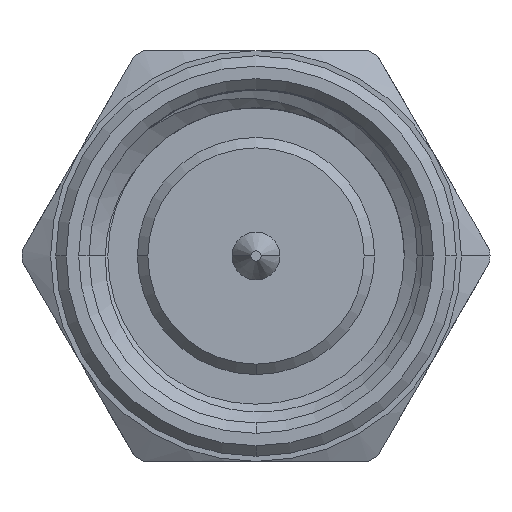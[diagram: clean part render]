
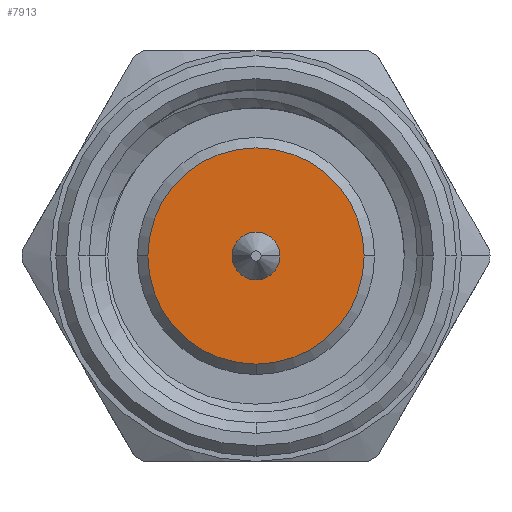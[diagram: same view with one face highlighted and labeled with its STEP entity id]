
A CAD part, left-side view. The second image highlights one B-rep face of the part: STEP entity #7913.
In plain terms, the highlighted planar face has unit normal (-1, 0, 0).
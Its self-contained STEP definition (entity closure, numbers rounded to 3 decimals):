
#228 = AXIS2_PLACEMENT_3D ( 'NONE', #4454, #6996, #5628 ) ;
#563 = CARTESIAN_POINT ( 'NONE',  ( 3.15, 0., 0. ) ) ;
#714 = DIRECTION ( 'NONE',  ( 1., 0., 0. ) ) ;
#824 = CARTESIAN_POINT ( 'NONE',  ( 3.15, 2.08, 0. ) ) ;
#958 = DIRECTION ( 'NONE',  ( -1., 0., 0. ) ) ;
#1084 = EDGE_CURVE ( 'NONE', #2353, #7720, #1777, .T. ) ;
#1237 = ORIENTED_EDGE ( 'NONE', *, *, #6954, .F. ) ;
#1266 = CARTESIAN_POINT ( 'NONE',  ( 3.15, 0., 0. ) ) ;
#1768 = CARTESIAN_POINT ( 'NONE',  ( 3.15, -2.08, 0. ) ) ;
#1777 = CIRCLE ( 'NONE', #4172, 2.08 ) ;
#1808 = AXIS2_PLACEMENT_3D ( 'NONE', #6724, #5362, #4857 ) ;
#2064 = CIRCLE ( 'NONE', #5679, 0.46 ) ;
#2176 = CARTESIAN_POINT ( 'NONE',  ( 3.15, 0., -2.08 ) ) ;
#2241 = DIRECTION ( 'NONE',  ( 0., -1., 0. ) ) ;
#2273 = EDGE_LOOP ( 'NONE', ( #1237, #7582, #3359 ) ) ;
#2318 = DIRECTION ( 'NONE',  ( -1., 0., 0. ) ) ;
#2353 = VERTEX_POINT ( 'NONE', #2176 ) ;
#2646 = VERTEX_POINT ( 'NONE', #3097 ) ;
#2833 = CARTESIAN_POINT ( 'NONE',  ( 3.15, 0., 0. ) ) ;
#3097 = CARTESIAN_POINT ( 'NONE',  ( 3.15, 0.46, 0. ) ) ;
#3108 = DIRECTION ( 'NONE',  ( 0., 1., 0. ) ) ;
#3359 = ORIENTED_EDGE ( 'NONE', *, *, #1084, .F. ) ;
#3413 = AXIS2_PLACEMENT_3D ( 'NONE', #7496, #2318, #6782 ) ;
#3645 = EDGE_CURVE ( 'NONE', #7720, #4148, #7418, .T. ) ;
#3664 = ORIENTED_EDGE ( 'NONE', *, *, #6751, .F. ) ;
#4148 = VERTEX_POINT ( 'NONE', #1768 ) ;
#4172 = AXIS2_PLACEMENT_3D ( 'NONE', #1266, #714, #7595 ) ;
#4389 = ORIENTED_EDGE ( 'NONE', *, *, #4472, .F. ) ;
#4451 = DIRECTION ( 'NONE',  ( -1., 0., 0. ) ) ;
#4454 = CARTESIAN_POINT ( 'NONE',  ( 3.15, 0., 0. ) ) ;
#4472 = EDGE_CURVE ( 'NONE', #6413, #2646, #5667, .T. ) ;
#4857 = DIRECTION ( 'NONE',  ( 0., -1., 0. ) ) ;
#5362 = DIRECTION ( 'NONE',  ( 1., 0., 0. ) ) ;
#5539 = CIRCLE ( 'NONE', #1808, 2.08 ) ;
#5628 = DIRECTION ( 'NONE',  ( 0., 1., 0. ) ) ;
#5667 = CIRCLE ( 'NONE', #6051, 0.46 ) ;
#5679 = AXIS2_PLACEMENT_3D ( 'NONE', #563, #4451, #3108 ) ;
#6051 = AXIS2_PLACEMENT_3D ( 'NONE', #2833, #958, #2241 ) ;
#6213 = FACE_OUTER_BOUND ( 'NONE', #2273, .T. ) ;
#6273 = EDGE_LOOP ( 'NONE', ( #4389, #3664 ) ) ;
#6413 = VERTEX_POINT ( 'NONE', #7820 ) ;
#6724 = CARTESIAN_POINT ( 'NONE',  ( 3.15, 0., 0. ) ) ;
#6751 = EDGE_CURVE ( 'NONE', #2646, #6413, #2064, .T. ) ;
#6782 = DIRECTION ( 'NONE',  ( 0., 0., 1. ) ) ;
#6954 = EDGE_CURVE ( 'NONE', #4148, #2353, #5539, .T. ) ;
#6996 = DIRECTION ( 'NONE',  ( 1., 0., 0. ) ) ;
#7418 = CIRCLE ( 'NONE', #228, 2.08 ) ;
#7455 = PLANE ( 'NONE',  #3413 ) ;
#7496 = CARTESIAN_POINT ( 'NONE',  ( 3.15, 0., 0. ) ) ;
#7582 = ORIENTED_EDGE ( 'NONE', *, *, #3645, .F. ) ;
#7595 = DIRECTION ( 'NONE',  ( 0., -1., 0. ) ) ;
#7720 = VERTEX_POINT ( 'NONE', #824 ) ;
#7820 = CARTESIAN_POINT ( 'NONE',  ( 3.15, -0.46, 0. ) ) ;
#7913 = ADVANCED_FACE ( 'NONE', ( #8085, #6213 ), #7455, .T. ) ;
#8085 = FACE_BOUND ( 'NONE', #6273, .T. ) ;
